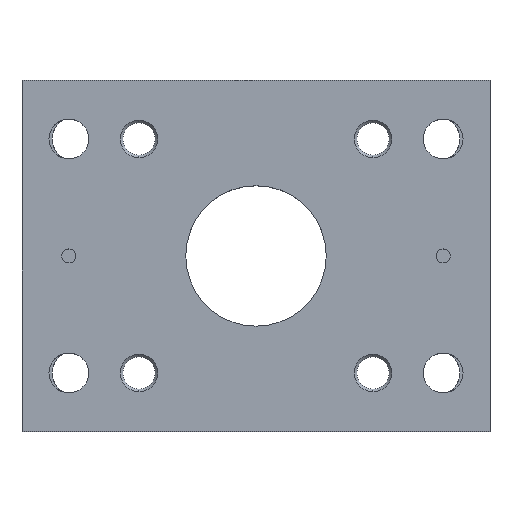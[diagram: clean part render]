
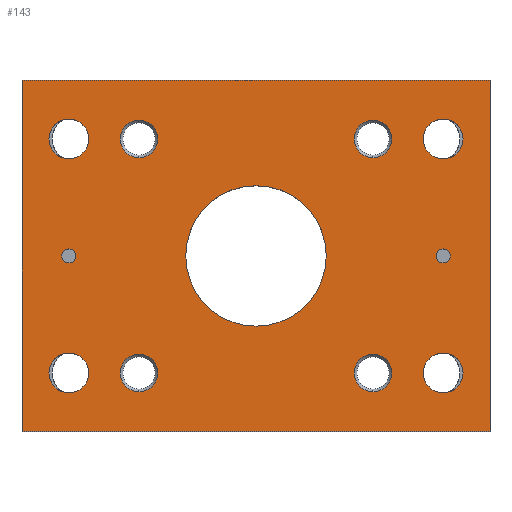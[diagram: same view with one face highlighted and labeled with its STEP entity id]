
A CAD part, top view. The second image highlights one B-rep face of the part: STEP entity #143.
In plain terms, the highlighted planar face has unit normal (0, 0, 1).
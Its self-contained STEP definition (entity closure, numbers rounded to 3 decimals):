
#143=ADVANCED_FACE('',(#286,#287,#288,#289,#290,#291,#292,#293,#294,#295,#296,#297),#298,.T.);
#286=FACE_BOUND('',#450,.T.);
#287=FACE_BOUND('',#451,.T.);
#288=FACE_BOUND('',#452,.T.);
#289=FACE_BOUND('',#453,.T.);
#290=FACE_BOUND('',#454,.T.);
#291=FACE_BOUND('',#455,.T.);
#292=FACE_BOUND('',#456,.T.);
#293=FACE_BOUND('',#457,.T.);
#294=FACE_BOUND('',#458,.T.);
#295=FACE_BOUND('',#459,.T.);
#296=FACE_BOUND('',#460,.T.);
#297=FACE_OUTER_BOUND('',#461,.T.);
#298=PLANE('',#462);
#450=EDGE_LOOP('',(#986,#987));
#451=EDGE_LOOP('',(#988,#989));
#452=EDGE_LOOP('',(#990,#991));
#453=EDGE_LOOP('',(#992,#993));
#454=EDGE_LOOP('',(#994,#995));
#455=EDGE_LOOP('',(#996,#997));
#456=EDGE_LOOP('',(#998,#999));
#457=EDGE_LOOP('',(#1000,#1001));
#458=EDGE_LOOP('',(#1002,#1003));
#459=EDGE_LOOP('',(#1004,#1005));
#460=EDGE_LOOP('',(#1006,#1007));
#461=EDGE_LOOP('',(#1008,#1009,#1010,#1011));
#462=AXIS2_PLACEMENT_3D('',#1012,#1013,#1014);
#986=ORIENTED_EDGE('',*,*,#1171,.T.);
#987=ORIENTED_EDGE('',*,*,#1260,.T.);
#988=ORIENTED_EDGE('',*,*,#1160,.T.);
#989=ORIENTED_EDGE('',*,*,#1263,.T.);
#990=ORIENTED_EDGE('',*,*,#1149,.T.);
#991=ORIENTED_EDGE('',*,*,#1266,.T.);
#992=ORIENTED_EDGE('',*,*,#1138,.T.);
#993=ORIENTED_EDGE('',*,*,#1269,.T.);
#994=ORIENTED_EDGE('',*,*,#1125,.T.);
#995=ORIENTED_EDGE('',*,*,#1272,.T.);
#996=ORIENTED_EDGE('',*,*,#1121,.T.);
#997=ORIENTED_EDGE('',*,*,#1273,.T.);
#998=ORIENTED_EDGE('',*,*,#1116,.T.);
#999=ORIENTED_EDGE('',*,*,#1275,.T.);
#1000=ORIENTED_EDGE('',*,*,#1111,.T.);
#1001=ORIENTED_EDGE('',*,*,#1277,.T.);
#1002=ORIENTED_EDGE('',*,*,#1106,.T.);
#1003=ORIENTED_EDGE('',*,*,#1279,.T.);
#1004=ORIENTED_EDGE('',*,*,#1101,.T.);
#1005=ORIENTED_EDGE('',*,*,#1281,.T.);
#1006=ORIENTED_EDGE('',*,*,#1097,.T.);
#1007=ORIENTED_EDGE('',*,*,#1283,.T.);
#1008=ORIENTED_EDGE('',*,*,#1284,.T.);
#1009=ORIENTED_EDGE('',*,*,#1285,.T.);
#1010=ORIENTED_EDGE('',*,*,#1286,.T.);
#1011=ORIENTED_EDGE('',*,*,#1287,.T.);
#1012=CARTESIAN_POINT('',(0.0,0.0,20.0));
#1013=DIRECTION('',(0.0,0.0,1.0));
#1014=DIRECTION('',(1.0,0.0,0.0));
#1097=EDGE_CURVE('',#1297,#1294,#1298,.T.);
#1101=EDGE_CURVE('',#1305,#1302,#1306,.T.);
#1106=EDGE_CURVE('',#1315,#1312,#1316,.T.);
#1111=EDGE_CURVE('',#1325,#1322,#1326,.T.);
#1116=EDGE_CURVE('',#1335,#1332,#1336,.T.);
#1121=EDGE_CURVE('',#1345,#1342,#1346,.T.);
#1125=EDGE_CURVE('',#1353,#1350,#1354,.T.);
#1138=EDGE_CURVE('',#1371,#1374,#1376,.T.);
#1149=EDGE_CURVE('',#1390,#1393,#1395,.T.);
#1160=EDGE_CURVE('',#1409,#1412,#1414,.T.);
#1171=EDGE_CURVE('',#1428,#1431,#1433,.T.);
#1260=EDGE_CURVE('',#1431,#1428,#1578,.T.);
#1263=EDGE_CURVE('',#1412,#1409,#1581,.T.);
#1266=EDGE_CURVE('',#1393,#1390,#1584,.T.);
#1269=EDGE_CURVE('',#1374,#1371,#1587,.T.);
#1272=EDGE_CURVE('',#1350,#1353,#1590,.T.);
#1273=EDGE_CURVE('',#1342,#1345,#1591,.T.);
#1275=EDGE_CURVE('',#1332,#1335,#1593,.T.);
#1277=EDGE_CURVE('',#1322,#1325,#1595,.T.);
#1279=EDGE_CURVE('',#1312,#1315,#1597,.T.);
#1281=EDGE_CURVE('',#1302,#1305,#1599,.T.);
#1283=EDGE_CURVE('',#1294,#1297,#1601,.T.);
#1284=EDGE_CURVE('',#1602,#1603,#1604,.T.);
#1285=EDGE_CURVE('',#1603,#1605,#1606,.T.);
#1286=EDGE_CURVE('',#1605,#1607,#1608,.T.);
#1287=EDGE_CURVE('',#1607,#1602,#1609,.T.);
#1294=VERTEX_POINT('',#1616);
#1297=VERTEX_POINT('',#1620);
#1298=CIRCLE('',#1621,30.0);
#1302=VERTEX_POINT('',#1626);
#1305=VERTEX_POINT('',#1630);
#1306=CIRCLE('',#1631,8.5);
#1312=VERTEX_POINT('',#1638);
#1315=VERTEX_POINT('',#1642);
#1316=CIRCLE('',#1643,8.5);
#1322=VERTEX_POINT('',#1650);
#1325=VERTEX_POINT('',#1654);
#1326=CIRCLE('',#1655,8.5);
#1332=VERTEX_POINT('',#1662);
#1335=VERTEX_POINT('',#1666);
#1336=CIRCLE('',#1667,8.5);
#1342=VERTEX_POINT('',#1674);
#1345=VERTEX_POINT('',#1678);
#1346=CIRCLE('',#1679,3.0);
#1350=VERTEX_POINT('',#1684);
#1353=VERTEX_POINT('',#1688);
#1354=CIRCLE('',#1689,3.0);
#1371=VERTEX_POINT('',#1711);
#1374=VERTEX_POINT('',#1715);
#1376=CIRCLE('',#1718,8.0);
#1390=VERTEX_POINT('',#1736);
#1393=VERTEX_POINT('',#1740);
#1395=CIRCLE('',#1743,8.0);
#1409=VERTEX_POINT('',#1761);
#1412=VERTEX_POINT('',#1765);
#1414=CIRCLE('',#1768,8.0);
#1428=VERTEX_POINT('',#1786);
#1431=VERTEX_POINT('',#1790);
#1433=CIRCLE('',#1793,8.0);
#1578=CIRCLE('',#1996,8.0);
#1581=CIRCLE('',#1999,8.0);
#1584=CIRCLE('',#2002,8.0);
#1587=CIRCLE('',#2005,8.0);
#1590=CIRCLE('',#2008,3.0);
#1591=CIRCLE('',#2009,3.0);
#1593=CIRCLE('',#2011,8.5);
#1595=CIRCLE('',#2013,8.5);
#1597=CIRCLE('',#2015,8.5);
#1599=CIRCLE('',#2017,8.5);
#1601=CIRCLE('',#2019,30.0);
#1602=VERTEX_POINT('',#2020);
#1603=VERTEX_POINT('',#2021);
#1604=LINE('',#2022,#2023);
#1605=VERTEX_POINT('',#2024);
#1606=LINE('',#2025,#2026);
#1607=VERTEX_POINT('',#2027);
#1608=LINE('',#2028,#2029);
#1609=LINE('',#2030,#2031);
#1616=CARTESIAN_POINT('',(30.0,0.,20.0));
#1620=CARTESIAN_POINT('',(-30.0,0.,20.0));
#1621=AXIS2_PLACEMENT_3D('',#2045,#2046,#2047);
#1626=CARTESIAN_POINT('',(-71.5,-50.0,20.0));
#1630=CARTESIAN_POINT('',(-88.5,-50.0,20.0));
#1631=AXIS2_PLACEMENT_3D('',#2053,#2054,#2055);
#1638=CARTESIAN_POINT('',(-71.5,50.0,20.0));
#1642=CARTESIAN_POINT('',(-88.5,50.0,20.0));
#1643=AXIS2_PLACEMENT_3D('',#2064,#2065,#2066);
#1650=CARTESIAN_POINT('',(88.5,-50.0,20.0));
#1654=CARTESIAN_POINT('',(71.5,-50.0,20.0));
#1655=AXIS2_PLACEMENT_3D('',#2075,#2076,#2077);
#1662=CARTESIAN_POINT('',(88.5,50.0,20.0));
#1666=CARTESIAN_POINT('',(71.5,50.0,20.0));
#1667=AXIS2_PLACEMENT_3D('',#2086,#2087,#2088);
#1674=CARTESIAN_POINT('',(-77.0,0.,20.0));
#1678=CARTESIAN_POINT('',(-83.0,0.,20.0));
#1679=AXIS2_PLACEMENT_3D('',#2097,#2098,#2099);
#1684=CARTESIAN_POINT('',(83.0,0.,20.0));
#1688=CARTESIAN_POINT('',(77.0,0.,20.0));
#1689=AXIS2_PLACEMENT_3D('',#2105,#2106,#2107);
#1711=CARTESIAN_POINT('',(-50.0,-42.0,20.0));
#1715=CARTESIAN_POINT('',(-50.0,-58.0,20.0));
#1718=AXIS2_PLACEMENT_3D('',#2130,#2131,#2132);
#1736=CARTESIAN_POINT('',(-50.0,58.0,20.0));
#1740=CARTESIAN_POINT('',(-50.0,42.0,20.0));
#1743=AXIS2_PLACEMENT_3D('',#2151,#2152,#2153);
#1761=CARTESIAN_POINT('',(50.0,-42.0,20.0));
#1765=CARTESIAN_POINT('',(50.0,-58.0,20.0));
#1768=AXIS2_PLACEMENT_3D('',#2172,#2173,#2174);
#1786=CARTESIAN_POINT('',(50.0,58.0,20.0));
#1790=CARTESIAN_POINT('',(50.0,42.0,20.0));
#1793=AXIS2_PLACEMENT_3D('',#2193,#2194,#2195);
#1996=AXIS2_PLACEMENT_3D('',#2344,#2345,#2346);
#1999=AXIS2_PLACEMENT_3D('',#2353,#2354,#2355);
#2002=AXIS2_PLACEMENT_3D('',#2362,#2363,#2364);
#2005=AXIS2_PLACEMENT_3D('',#2371,#2372,#2373);
#2008=AXIS2_PLACEMENT_3D('',#2380,#2381,#2382);
#2009=AXIS2_PLACEMENT_3D('',#2383,#2384,#2385);
#2011=AXIS2_PLACEMENT_3D('',#2389,#2390,#2391);
#2013=AXIS2_PLACEMENT_3D('',#2395,#2396,#2397);
#2015=AXIS2_PLACEMENT_3D('',#2401,#2402,#2403);
#2017=AXIS2_PLACEMENT_3D('',#2407,#2408,#2409);
#2019=AXIS2_PLACEMENT_3D('',#2413,#2414,#2415);
#2020=CARTESIAN_POINT('',(100.0,-75.0,20.0));
#2021=CARTESIAN_POINT('',(100.0,75.0,20.0));
#2022=CARTESIAN_POINT('',(100.0,0.0,20.0));
#2023=VECTOR('',#2416,1.0);
#2024=CARTESIAN_POINT('',(-100.0,75.0,20.0));
#2025=CARTESIAN_POINT('',(0.0,75.0,20.0));
#2026=VECTOR('',#2417,1.0);
#2027=CARTESIAN_POINT('',(-100.0,-75.0,20.0));
#2028=CARTESIAN_POINT('',(-100.0,0.0,20.0));
#2029=VECTOR('',#2418,1.0);
#2030=CARTESIAN_POINT('',(0.0,-75.0,20.0));
#2031=VECTOR('',#2419,1.0);
#2045=CARTESIAN_POINT('',(0.0,0.0,20.0));
#2046=DIRECTION('',(0.0,0.0,-1.0));
#2047=DIRECTION('',(1.0,0.0,0.0));
#2053=CARTESIAN_POINT('',(-80.0,-50.0,20.0));
#2054=DIRECTION('',(0.0,0.0,-1.0));
#2055=DIRECTION('',(1.0,0.0,0.0));
#2064=CARTESIAN_POINT('',(-80.0,50.0,20.0));
#2065=DIRECTION('',(0.0,0.0,-1.0));
#2066=DIRECTION('',(1.0,0.0,0.0));
#2075=CARTESIAN_POINT('',(80.0,-50.0,20.0));
#2076=DIRECTION('',(0.0,0.0,-1.0));
#2077=DIRECTION('',(1.0,0.0,0.0));
#2086=CARTESIAN_POINT('',(80.0,50.0,20.0));
#2087=DIRECTION('',(0.0,0.0,-1.0));
#2088=DIRECTION('',(1.0,0.0,0.0));
#2097=CARTESIAN_POINT('',(-80.0,0.0,20.0));
#2098=DIRECTION('',(0.0,0.0,-1.0));
#2099=DIRECTION('',(1.0,0.0,0.0));
#2105=CARTESIAN_POINT('',(80.0,0.0,20.0));
#2106=DIRECTION('',(0.0,0.0,-1.0));
#2107=DIRECTION('',(1.0,0.0,0.0));
#2130=CARTESIAN_POINT('',(-50.0,-50.0,20.0));
#2131=DIRECTION('',(0.0,0.0,-1.0));
#2132=DIRECTION('',(0.0,1.0,0.0));
#2151=CARTESIAN_POINT('',(-50.0,50.0,20.0));
#2152=DIRECTION('',(0.0,0.0,-1.0));
#2153=DIRECTION('',(0.0,1.0,0.0));
#2172=CARTESIAN_POINT('',(50.0,-50.0,20.0));
#2173=DIRECTION('',(0.0,0.0,-1.0));
#2174=DIRECTION('',(0.0,1.0,0.0));
#2193=CARTESIAN_POINT('',(50.0,50.0,20.0));
#2194=DIRECTION('',(0.0,0.0,-1.0));
#2195=DIRECTION('',(0.0,1.0,0.0));
#2344=CARTESIAN_POINT('',(50.0,50.0,20.0));
#2345=DIRECTION('',(0.0,0.0,-1.0));
#2346=DIRECTION('',(0.0,1.0,0.0));
#2353=CARTESIAN_POINT('',(50.0,-50.0,20.0));
#2354=DIRECTION('',(0.0,0.0,-1.0));
#2355=DIRECTION('',(0.0,1.0,0.0));
#2362=CARTESIAN_POINT('',(-50.0,50.0,20.0));
#2363=DIRECTION('',(0.0,0.0,-1.0));
#2364=DIRECTION('',(0.0,1.0,0.0));
#2371=CARTESIAN_POINT('',(-50.0,-50.0,20.0));
#2372=DIRECTION('',(0.0,0.0,-1.0));
#2373=DIRECTION('',(0.0,1.0,0.0));
#2380=CARTESIAN_POINT('',(80.0,0.0,20.0));
#2381=DIRECTION('',(0.0,0.0,-1.0));
#2382=DIRECTION('',(1.0,0.0,0.0));
#2383=CARTESIAN_POINT('',(-80.0,0.0,20.0));
#2384=DIRECTION('',(0.0,0.0,-1.0));
#2385=DIRECTION('',(1.0,0.0,0.0));
#2389=CARTESIAN_POINT('',(80.0,50.0,20.0));
#2390=DIRECTION('',(0.0,0.0,-1.0));
#2391=DIRECTION('',(1.0,0.0,0.0));
#2395=CARTESIAN_POINT('',(80.0,-50.0,20.0));
#2396=DIRECTION('',(0.0,0.0,-1.0));
#2397=DIRECTION('',(1.0,0.0,0.0));
#2401=CARTESIAN_POINT('',(-80.0,50.0,20.0));
#2402=DIRECTION('',(0.0,0.0,-1.0));
#2403=DIRECTION('',(1.0,0.0,0.0));
#2407=CARTESIAN_POINT('',(-80.0,-50.0,20.0));
#2408=DIRECTION('',(0.0,0.0,-1.0));
#2409=DIRECTION('',(1.0,0.0,0.0));
#2413=CARTESIAN_POINT('',(0.0,0.0,20.0));
#2414=DIRECTION('',(0.0,0.0,-1.0));
#2415=DIRECTION('',(1.0,0.0,0.0));
#2416=DIRECTION('',(0.0,1.0,0.0));
#2417=DIRECTION('',(-1.0,0.0,0.0));
#2418=DIRECTION('',(0.0,-1.0,0.0));
#2419=DIRECTION('',(1.0,0.0,0.0));
